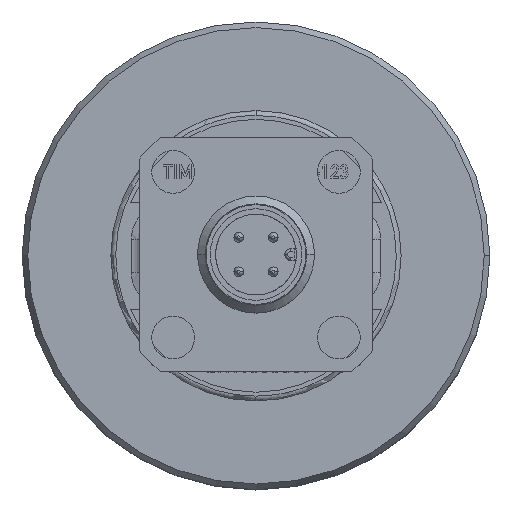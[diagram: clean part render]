
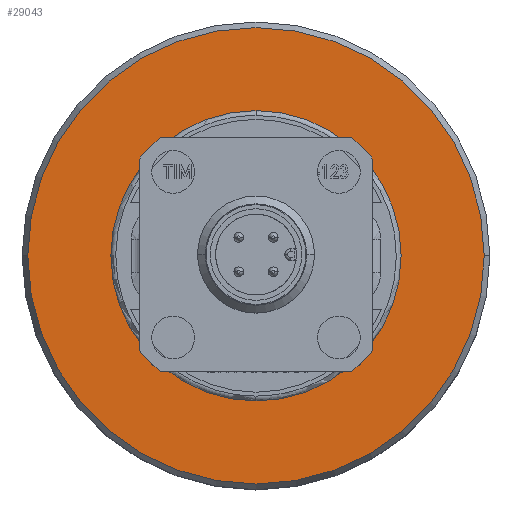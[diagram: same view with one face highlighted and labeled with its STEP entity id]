
A CAD part, top view. The second image highlights one B-rep face of the part: STEP entity #29043.
In plain terms, the highlighted planar face has unit normal (0, 0, 1).
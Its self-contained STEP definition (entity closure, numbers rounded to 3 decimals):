
#1161 = DIRECTION ( 'NONE',  ( 0., 0., 1. ) ) ;
#1549 = DIRECTION ( 'NONE',  ( 1., 0., 0. ) ) ;
#1957 = EDGE_CURVE ( 'NONE', #23077, #5204, #22499, .T. ) ;
#2175 = EDGE_CURVE ( 'NONE', #5204, #23077, #13843, .T. ) ;
#3942 = AXIS2_PLACEMENT_3D ( 'NONE', #26678, #12865, #29013 ) ;
#5204 = VERTEX_POINT ( 'NONE', #5825 ) ;
#5478 = AXIS2_PLACEMENT_3D ( 'NONE', #29163, #15308, #1549 ) ;
#5825 = CARTESIAN_POINT ( 'NONE',  ( -23.423, 0., 21.2 ) ) ;
#12865 = DIRECTION ( 'NONE',  ( 0., 0., 1. ) ) ;
#13843 = CIRCLE ( 'NONE', #5478, 23.423 ) ;
#14929 = CARTESIAN_POINT ( 'NONE',  ( 0., 0., 21.2 ) ) ;
#15308 = DIRECTION ( 'NONE',  ( 0., 0., 1. ) ) ;
#17251 = DIRECTION ( 'NONE',  ( 1., 0., 0. ) ) ;
#19564 = ORIENTED_EDGE ( 'NONE', *, *, #1957, .T. ) ;
#19588 = PLANE ( 'NONE',  #3942 ) ;
#20673 = CARTESIAN_POINT ( 'NONE',  ( 23.423, 0., 21.2 ) ) ;
#21170 = FACE_OUTER_BOUND ( 'NONE', #22937, .T. ) ;
#22499 = CIRCLE ( 'NONE', #25159, 23.423 ) ;
#22937 = EDGE_LOOP ( 'NONE', ( #19564, #27622 ) ) ;
#23077 = VERTEX_POINT ( 'NONE', #20673 ) ;
#25159 = AXIS2_PLACEMENT_3D ( 'NONE', #14929, #1161, #17251 ) ;
#26678 = CARTESIAN_POINT ( 'NONE',  ( 22.551, 0., 21.2 ) ) ;
#27622 = ORIENTED_EDGE ( 'NONE', *, *, #2175, .T. ) ;
#29013 = DIRECTION ( 'NONE',  ( 0., -1., 0. ) ) ;
#29043 = ADVANCED_FACE ( 'NONE', ( #21170 ), #19588, .T. ) ;
#29163 = CARTESIAN_POINT ( 'NONE',  ( 0., 0., 21.2 ) ) ;
